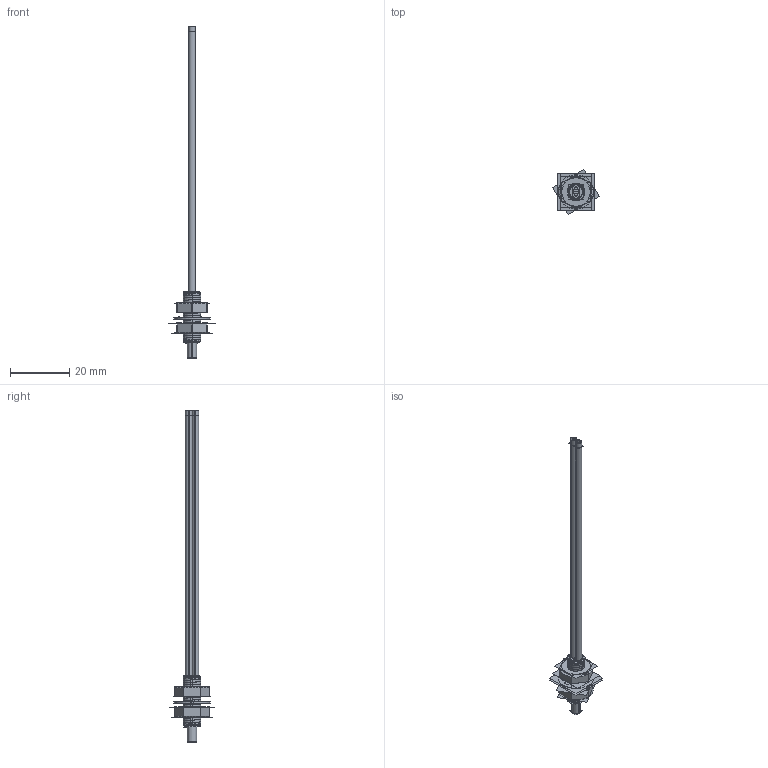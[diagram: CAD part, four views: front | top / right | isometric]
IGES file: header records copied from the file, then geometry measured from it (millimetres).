
Start section:  PTC IGES file: 193353.igs
Global section: file name: 193353.igs; native system: Creo Parametric by Parametric Technology Corporation; preprocessor: 2013230; author: pdmadmin; organization: Unknown; date: 20160302.093448; units: millimetre
Bounding box: 15.72 x 15.08 x 111.62 mm (x, y, z)
Volume: 1226.8 mm3; surface area: 25299.5 mm2
Topology: 9 solids, 9 shells, 514 faces, 2678 edges, 3455 vertices
Faces by surface type: revolution 382, bspline 132
